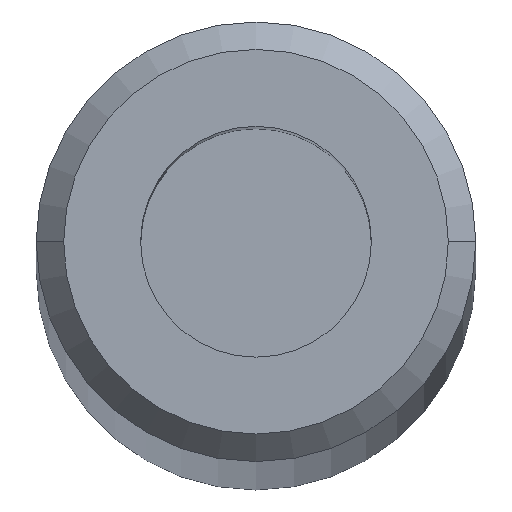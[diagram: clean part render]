
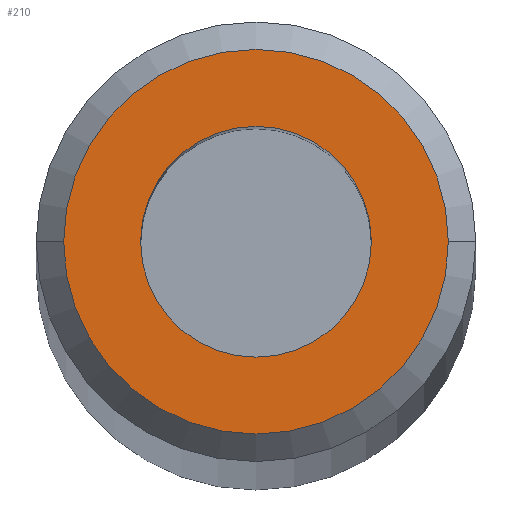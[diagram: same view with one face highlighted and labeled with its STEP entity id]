
A CAD part, top view. The second image highlights one B-rep face of the part: STEP entity #210.
In plain terms, the highlighted planar face has unit normal (0, 0, 1).
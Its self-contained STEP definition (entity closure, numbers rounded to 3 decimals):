
#2 = ORIENTED_EDGE ( 'NONE', *, *, #209, .T. ) ;
#8 = EDGE_LOOP ( 'NONE', ( #15, #85 ) ) ;
#15 = ORIENTED_EDGE ( 'NONE', *, *, #46, .F. ) ;
#25 = EDGE_LOOP ( 'NONE', ( #33, #2 ) ) ;
#33 = ORIENTED_EDGE ( 'NONE', *, *, #55, .T. ) ;
#46 = EDGE_CURVE ( 'NONE', #375, #377, #327, .T. ) ;
#55 = EDGE_CURVE ( 'NONE', #67, #57, #131, .T. ) ;
#57 = VERTEX_POINT ( 'NONE', #144 ) ;
#67 = VERTEX_POINT ( 'NONE', #196 ) ;
#85 = ORIENTED_EDGE ( 'NONE', *, *, #317, .F. ) ;
#122 = CARTESIAN_POINT ( 'NONE',  ( 2.1, 0., 148.5 ) ) ;
#130 = CARTESIAN_POINT ( 'NONE',  ( -2.1, 0., 148.5 ) ) ;
#131 = CIRCLE ( 'NONE', #132, 3.5 ) ;
#132 = AXIS2_PLACEMENT_3D ( 'NONE', #133, #134, #135 ) ;
#133 = CARTESIAN_POINT ( 'NONE',  ( 0., 0., 148.5 ) ) ;
#134 = DIRECTION ( 'NONE',  ( 0., 0., 1. ) ) ;
#135 = DIRECTION ( 'NONE',  ( 1., 0., 0. ) ) ;
#144 = CARTESIAN_POINT ( 'NONE',  ( 3.5, 0., 148.5 ) ) ;
#196 = CARTESIAN_POINT ( 'NONE',  ( -3.5, 0., 148.5 ) ) ;
#209 = EDGE_CURVE ( 'NONE', #57, #67, #249, .T. ) ;
#210 = ADVANCED_FACE ( 'NONE', ( #254, #255 ), #256, .T. ) ;
#249 = CIRCLE ( 'NONE', #250, 3.5 ) ;
#250 = AXIS2_PLACEMENT_3D ( 'NONE', #251, #252, #253 ) ;
#251 = CARTESIAN_POINT ( 'NONE',  ( 0., 0., 148.5 ) ) ;
#252 = DIRECTION ( 'NONE',  ( 0., 0., 1. ) ) ;
#253 = DIRECTION ( 'NONE',  ( 1., 0., 0. ) ) ;
#254 = FACE_OUTER_BOUND ( 'NONE', #25, .T. ) ;
#255 = FACE_BOUND ( 'NONE', #8, .T. ) ;
#256 = PLANE ( 'NONE',  #257 ) ;
#257 = AXIS2_PLACEMENT_3D ( 'NONE', #258, #259, #260 ) ;
#258 = CARTESIAN_POINT ( 'NONE',  ( 0., 0., 148.5 ) ) ;
#259 = DIRECTION ( 'NONE',  ( 0., 0., 1. ) ) ;
#260 = DIRECTION ( 'NONE',  ( 1., 0., 0. ) ) ;
#296 = CIRCLE ( 'NONE', #297, 2.1 ) ;
#297 = AXIS2_PLACEMENT_3D ( 'NONE', #298, #299, #301 ) ;
#298 = CARTESIAN_POINT ( 'NONE',  ( 0., 0., 148.5 ) ) ;
#299 = DIRECTION ( 'NONE',  ( 0., 0., 1. ) ) ;
#301 = DIRECTION ( 'NONE',  ( 1., 0., 0. ) ) ;
#317 = EDGE_CURVE ( 'NONE', #377, #375, #296, .T. ) ;
#327 = CIRCLE ( 'NONE', #328, 2.1 ) ;
#328 = AXIS2_PLACEMENT_3D ( 'NONE', #329, #330, #331 ) ;
#329 = CARTESIAN_POINT ( 'NONE',  ( 0., 0., 148.5 ) ) ;
#330 = DIRECTION ( 'NONE',  ( 0., 0., 1. ) ) ;
#331 = DIRECTION ( 'NONE',  ( 1., 0., 0. ) ) ;
#375 = VERTEX_POINT ( 'NONE', #122 ) ;
#377 = VERTEX_POINT ( 'NONE', #130 ) ;
